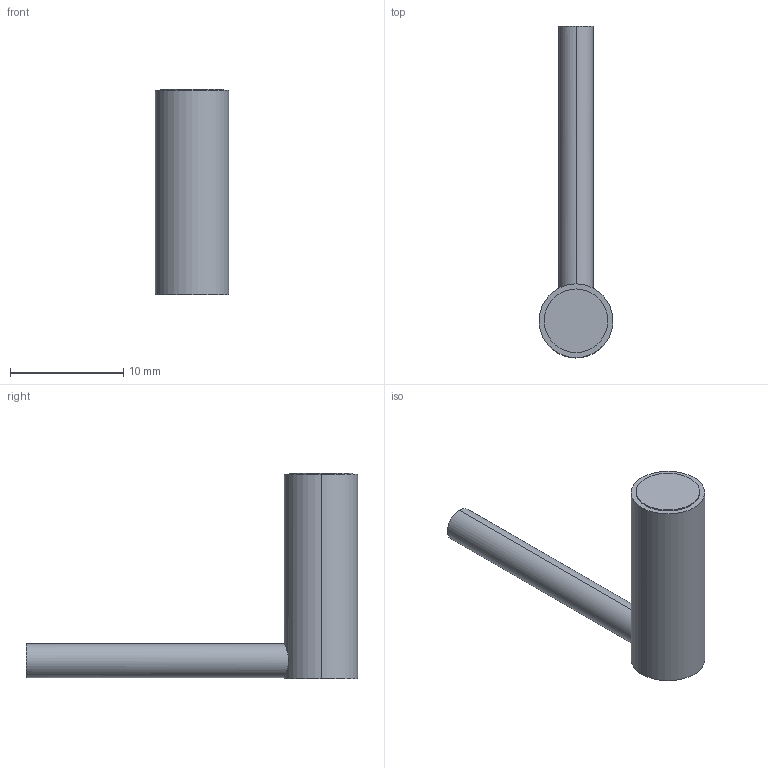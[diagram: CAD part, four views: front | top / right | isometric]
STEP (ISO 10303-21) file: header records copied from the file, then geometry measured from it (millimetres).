
FILE_DESCRIPTION (( 'STEP AP214' ), '1' );
FILE_NAME ('D6.5Y-閉傻俋褲.STEP', '2015-09-23T08:18:13', ( '' ), ( '' ), 'SwSTEP 2.0', 'SolidWorks 2013', '' );
FILE_SCHEMA (( 'AUTOMOTIVE_DESIGN' ));
Length unit declared in the file: millimetre
Products named in the file (1): D6.5Y-閉傻俋褲
Bounding box: 6.5 x 29.25 x 18.1 mm (x, y, z)
Volume: 761.2 mm3; surface area: 651.6 mm2
Topology: 1 solids, 1 shells, 10 faces, 18 edges, 12 vertices
Faces by surface type: cylinder 6, plane 4
Entity records: 402 total; most frequent: CARTESIAN_POINT 95, DIRECTION 48, ORIENTED_EDGE 36, AXIS2_PLACEMENT_3D 21, EDGE_CURVE 18, EDGE_LOOP 12, VERTEX_POINT 12, CIRCLE 10
